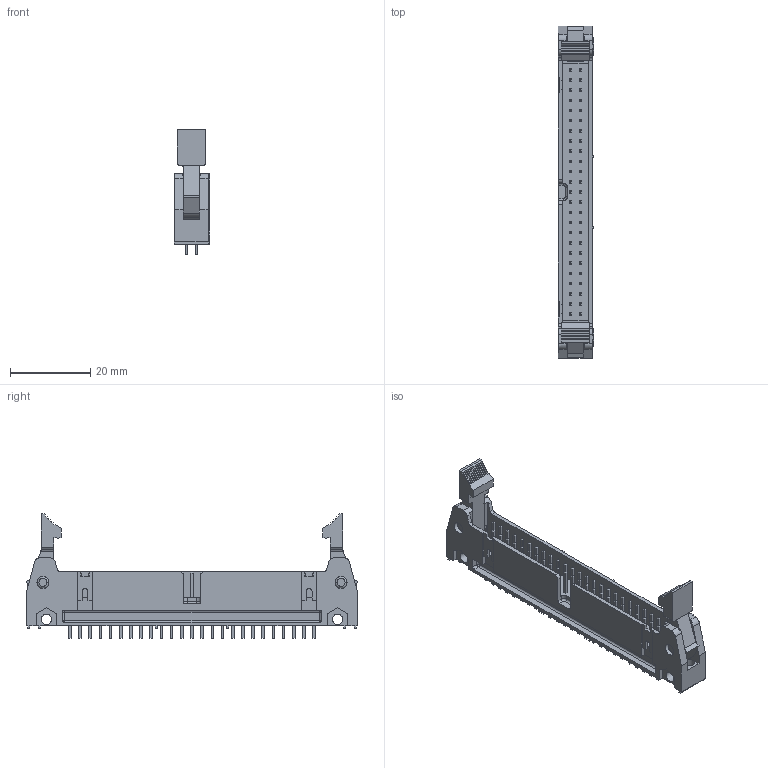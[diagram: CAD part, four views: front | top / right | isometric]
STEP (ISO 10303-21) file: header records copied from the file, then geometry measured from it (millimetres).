
FILE_DESCRIPTION(('FreeCAD Model'),'2;1');
FILE_NAME('Open CASCADE Shape Model','2024-04-16T15:45:54',(''),(''), 'Open CASCADE STEP processor 7.6','FreeCAD','Unknown');
FILE_SCHEMA(('AUTOMOTIVE_DESIGN { 1 0 10303 214 1 1 1 1 }'));
Length unit declared in the file: millimetre
Products named in the file (6): Unnamed; body; levers; lever; pins_cut; pin_cut
Assembly tree (55 placements, depth 3):
  Unnamed
    body
    levers
      lever  x2
    pins_cut
      pin_cut  x50
Bounding box: 8.75 x 82.8 x 31.1 mm (x, y, z)
Volume: 6860.9 mm3; surface area: 8949.7 mm2
Topology: 53 solids, 53 shells, 795 faces, 2139 edges, 1878 vertices
Faces by surface type: plane 724, cylinder 57, torus 8, sphere 4, revolution 2
Full cylindrical faces by diameter (mm): 2.6 x4, 3 x8
Entity records: 21454 total; most frequent: CARTESIAN_POINT 4242, DIRECTION 3126, LINE 2089, VECTOR 2089, ORIENTED_EDGE 1522, PCURVE 1522, DEFINITIONAL_REPRESENTATION 1522, EDGE_CURVE 761
